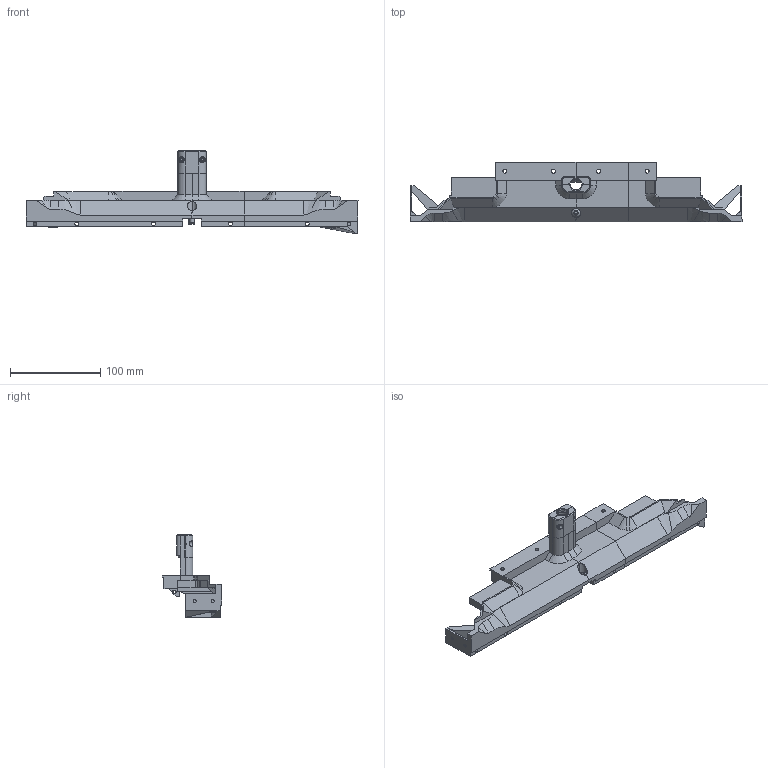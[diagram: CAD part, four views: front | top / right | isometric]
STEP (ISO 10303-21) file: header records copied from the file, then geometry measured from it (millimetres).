
FILE_DESCRIPTION(/* description */ ('STEP AP242','CAx-IF Rec.Pracs.---Representation and Presentation of Product Manufacturing Information (PMI)---4.0---2014-10-13','CAx-IF Rec.Pracs.---3D Tessellated Geometry---0.4---2014-09-14','2;1'),/* implementation_level */ '2;1');
FILE_NAME(/* name */ '6862dbf5c4ece57f0be37e89',/* time_stamp */ '2025-06-30T18:48:22Z',/* author */ (''),/* organization */ (''),/* preprocessor_version */ 'ST-DEVELOPER v20',/* originating_system */ 'ONSHAPE BY PTC INC, 1.200',/* authorisation */ ' ');
FILE_SCHEMA (('AP242_MANAGED_MODEL_BASED_3D_ENGINEERING_MIM_LF { 1 0 10303 442 1 1 4 }'));
Length unit declared in the file: metre
Products named in the file (9): Assembly 1; M3x6 SHCS; electronics_top_A; M5x10 BHCS_5; electronics_top_B; M3xD4.5x4 threaded insert_1
Assembly tree (8 placements, depth 2):
  Assembly 1
    M3x6 SHCS
    M3x6 SHCS
    electronics_top_A
    M5x10 BHCS_5
    electronics_top_B
    electronics_top_B
    M3xD4.5x4 threaded insert_1
    M3xD4.5x4 threaded insert_1
Bounding box: 367.2 x 66 x 91.5 mm (x, y, z)
Volume: 166673.4 mm3; surface area: 90326.2 mm2
Topology: 8 solids, 8 shells, 548 faces, 1522 edges, 985 vertices
Faces by surface type: plane 366, cylinder 99, cone 61, bspline 19, torus 2, sphere 1
Full cylindrical faces by diameter (mm): 3 x4, 3.2 x2, 3.4 x6, 4.1 x10, 4.4 x4, 4.5 x2, 5 x1, 5.5 x2, 6 x2, 9.5 x1
Entity records: 19013 total; most frequent: CARTESIAN_POINT 4647, ORIENTED_EDGE 2912, DIRECTION 2684, EDGE_CURVE 1456, LINE 1068, VECTOR 1068, VERTEX_POINT 966, AXIS2_PLACEMENT_3D 808
